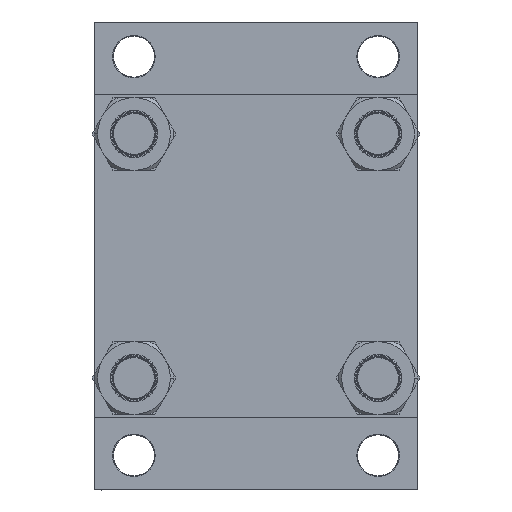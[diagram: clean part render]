
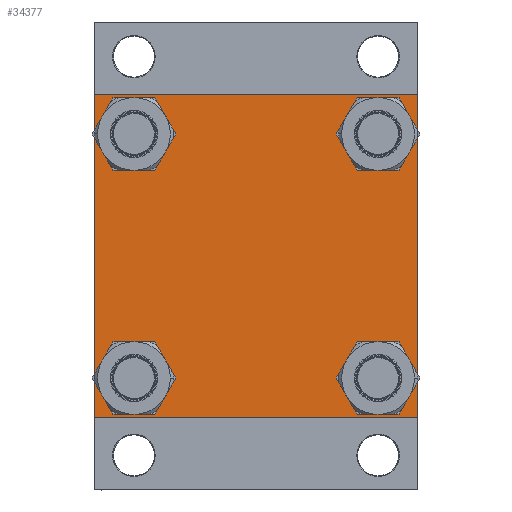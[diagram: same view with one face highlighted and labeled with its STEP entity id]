
A CAD part, left-side view. The second image highlights one B-rep face of the part: STEP entity #34377.
In plain terms, the highlighted planar face has unit normal (-1, 0, 0).
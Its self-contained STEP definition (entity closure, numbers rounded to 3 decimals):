
#421 = CARTESIAN_POINT ( 'NONE',  ( 0., 77.45, -77.45 ) ) ;
#1222 = ORIENTED_EDGE ( 'NONE', *, *, #16279, .T. ) ;
#1359 = FACE_OUTER_BOUND ( 'NONE', #25551, .T. ) ;
#2302 = ORIENTED_EDGE ( 'NONE', *, *, #10048, .T. ) ;
#3089 = CARTESIAN_POINT ( 'NONE',  ( 0., 102., 102.5 ) ) ;
#4226 = EDGE_CURVE ( 'NONE', #8857, #11570, #45141, .T. ) ;
#4765 = ORIENTED_EDGE ( 'NONE', *, *, #27705, .T. ) ;
#4958 = DIRECTION ( 'NONE',  ( 0., 0.707, 0.707 ) ) ;
#5213 = DIRECTION ( 'NONE',  ( 1., 0., 0. ) ) ;
#5304 = VECTOR ( 'NONE', #43686, 1000. ) ;
#6159 = CARTESIAN_POINT ( 'NONE',  ( 0., 77.45, -77.45 ) ) ;
#6429 = ORIENTED_EDGE ( 'NONE', *, *, #4226, .T. ) ;
#6612 = EDGE_CURVE ( 'NONE', #42599, #37769, #46555, .T. ) ;
#7018 = CARTESIAN_POINT ( 'NONE',  ( 0., -102.25, -102.25 ) ) ;
#7300 = CARTESIAN_POINT ( 'NONE',  ( 0., -77.45, -77.45 ) ) ;
#7361 = CARTESIAN_POINT ( 'NONE',  ( 0., -77.45, 63.45 ) ) ;
#7680 = DIRECTION ( 'NONE',  ( 0., 0., 1. ) ) ;
#7766 = EDGE_LOOP ( 'NONE', ( #36935, #4765 ) ) ;
#7804 = LINE ( 'NONE', #22393, #33509 ) ;
#7898 = DIRECTION ( 'NONE',  ( 0., 0., 1. ) ) ;
#8146 = CARTESIAN_POINT ( 'NONE',  ( 0., 77.45, 77.45 ) ) ;
#8857 = VERTEX_POINT ( 'NONE', #27755 ) ;
#9351 = DIRECTION ( 'NONE',  ( 0., 0., 1. ) ) ;
#9595 = DIRECTION ( 'NONE',  ( 0., 0.707, -0.707 ) ) ;
#9771 = EDGE_CURVE ( 'NONE', #36132, #40919, #27359, .T. ) ;
#10033 = DIRECTION ( 'NONE',  ( 0., 0., 1. ) ) ;
#10038 = CARTESIAN_POINT ( 'NONE',  ( 0., -77.45, -77.45 ) ) ;
#10048 = EDGE_CURVE ( 'NONE', #45748, #22639, #16398, .T. ) ;
#10100 = ORIENTED_EDGE ( 'NONE', *, *, #34913, .T. ) ;
#10408 = VECTOR ( 'NONE', #38348, 1000. ) ;
#10509 = VERTEX_POINT ( 'NONE', #32847 ) ;
#10571 = VERTEX_POINT ( 'NONE', #32376 ) ;
#11258 = DIRECTION ( 'NONE',  ( 1., 0., 0. ) ) ;
#11570 = VERTEX_POINT ( 'NONE', #36214 ) ;
#11882 = VERTEX_POINT ( 'NONE', #40197 ) ;
#11887 = CARTESIAN_POINT ( 'NONE',  ( 0., 77.45, -63.45 ) ) ;
#11919 = CARTESIAN_POINT ( 'NONE',  ( 0., 102.25, -102.25 ) ) ;
#11999 = EDGE_CURVE ( 'NONE', #40919, #36132, #14278, .T. ) ;
#12392 = CARTESIAN_POINT ( 'NONE',  ( 0., 102.5, 102.5 ) ) ;
#12722 = ORIENTED_EDGE ( 'NONE', *, *, #13619, .F. ) ;
#12728 = AXIS2_PLACEMENT_3D ( 'NONE', #7300, #5213, #36197 ) ;
#12733 = LINE ( 'NONE', #24392, #31179 ) ;
#13000 = AXIS2_PLACEMENT_3D ( 'NONE', #25185, #25426, #32702 ) ;
#13020 = FACE_BOUND ( 'NONE', #27355, .T. ) ;
#13471 = VERTEX_POINT ( 'NONE', #31887 ) ;
#13619 = EDGE_CURVE ( 'NONE', #45748, #34417, #27701, .T. ) ;
#13839 = ORIENTED_EDGE ( 'NONE', *, *, #31651, .T. ) ;
#14216 = DIRECTION ( 'NONE',  ( 0., 0., 1. ) ) ;
#14278 = CIRCLE ( 'NONE', #32121, 14. ) ;
#14517 = CARTESIAN_POINT ( 'NONE',  ( 0., 77.45, 77.45 ) ) ;
#15959 = AXIS2_PLACEMENT_3D ( 'NONE', #6159, #39625, #10033 ) ;
#15980 = ORIENTED_EDGE ( 'NONE', *, *, #18960, .T. ) ;
#16049 = LINE ( 'NONE', #12392, #30951 ) ;
#16179 = DIRECTION ( 'NONE',  ( -1., 0., 0. ) ) ;
#16279 = EDGE_CURVE ( 'NONE', #44501, #13471, #30577, .T. ) ;
#16371 = CARTESIAN_POINT ( 'NONE',  ( 0., -77.45, 91.45 ) ) ;
#16398 = LINE ( 'NONE', #23689, #28937 ) ;
#17523 = CARTESIAN_POINT ( 'NONE',  ( 0., 77.45, 91.45 ) ) ;
#18430 = DIRECTION ( 'NONE',  ( 0., 0., 1. ) ) ;
#18960 = EDGE_CURVE ( 'NONE', #27222, #26307, #29886, .T. ) ;
#19324 = DIRECTION ( 'NONE',  ( 1., 0., 0. ) ) ;
#19822 = FACE_BOUND ( 'NONE', #20701, .T. ) ;
#20123 = DIRECTION ( 'NONE',  ( 0., -1., 0. ) ) ;
#20701 = EDGE_LOOP ( 'NONE', ( #45591, #32645 ) ) ;
#21592 = LINE ( 'NONE', #7018, #41423 ) ;
#22258 = DIRECTION ( 'NONE',  ( 1., 0., 0. ) ) ;
#22393 = CARTESIAN_POINT ( 'NONE',  ( 0., 102.5, -102.5 ) ) ;
#22601 = ORIENTED_EDGE ( 'NONE', *, *, #44396, .T. ) ;
#22639 = VERTEX_POINT ( 'NONE', #36747 ) ;
#23000 = ORIENTED_EDGE ( 'NONE', *, *, #38563, .T. ) ;
#23479 = VECTOR ( 'NONE', #44665, 1000. ) ;
#23689 = CARTESIAN_POINT ( 'NONE',  ( 0., 102.25, 102.25 ) ) ;
#24392 = CARTESIAN_POINT ( 'NONE',  ( 0., -102.25, 102.25 ) ) ;
#25102 = DIRECTION ( 'NONE',  ( 1., 0., 0. ) ) ;
#25185 = CARTESIAN_POINT ( 'NONE',  ( 0., -77.45, 77.45 ) ) ;
#25426 = DIRECTION ( 'NONE',  ( 1., 0., 0. ) ) ;
#25551 = EDGE_LOOP ( 'NONE', ( #13839, #6429, #10100, #22601, #29827, #23000, #12722, #2302 ) ) ;
#25670 = AXIS2_PLACEMENT_3D ( 'NONE', #25850, #11258, #14216 ) ;
#25850 = CARTESIAN_POINT ( 'NONE',  ( 0., -77.45, 77.45 ) ) ;
#26192 = EDGE_CURVE ( 'NONE', #11882, #10571, #42721, .T. ) ;
#26307 = VERTEX_POINT ( 'NONE', #37138 ) ;
#26588 = AXIS2_PLACEMENT_3D ( 'NONE', #14517, #22258, #7680 ) ;
#26877 = ORIENTED_EDGE ( 'NONE', *, *, #39557, .T. ) ;
#27222 = VERTEX_POINT ( 'NONE', #11887 ) ;
#27339 = PLANE ( 'NONE',  #38110 ) ;
#27355 = EDGE_LOOP ( 'NONE', ( #15980, #26877 ) ) ;
#27359 = CIRCLE ( 'NONE', #26588, 14. ) ;
#27701 = LINE ( 'NONE', #42457, #10408 ) ;
#27705 = EDGE_CURVE ( 'NONE', #37769, #42599, #39351, .T. ) ;
#27755 = CARTESIAN_POINT ( 'NONE',  ( 0., 102.5, -102. ) ) ;
#27836 = CARTESIAN_POINT ( 'NONE',  ( 0., 0., 0. ) ) ;
#28191 = AXIS2_PLACEMENT_3D ( 'NONE', #10038, #25102, #47136 ) ;
#28229 = CARTESIAN_POINT ( 'NONE',  ( 0., -102.5, 102.5 ) ) ;
#28937 = VECTOR ( 'NONE', #9595, 1000. ) ;
#29827 = ORIENTED_EDGE ( 'NONE', *, *, #26192, .F. ) ;
#29886 = CIRCLE ( 'NONE', #15959, 14. ) ;
#30347 = EDGE_LOOP ( 'NONE', ( #1222, #39079 ) ) ;
#30577 = CIRCLE ( 'NONE', #12728, 14. ) ;
#30780 = CARTESIAN_POINT ( 'NONE',  ( 0., -77.45, -63.45 ) ) ;
#30951 = VECTOR ( 'NONE', #38581, 1000. ) ;
#31179 = VECTOR ( 'NONE', #4958, 1000. ) ;
#31651 = EDGE_CURVE ( 'NONE', #22639, #8857, #16049, .T. ) ;
#31727 = CARTESIAN_POINT ( 'NONE',  ( 0., -102., 102.5 ) ) ;
#31887 = CARTESIAN_POINT ( 'NONE',  ( 0., -77.45, -91.45 ) ) ;
#32121 = AXIS2_PLACEMENT_3D ( 'NONE', #8146, #19324, #7898 ) ;
#32376 = CARTESIAN_POINT ( 'NONE',  ( 0., -102.5, -102. ) ) ;
#32645 = ORIENTED_EDGE ( 'NONE', *, *, #11999, .T. ) ;
#32702 = DIRECTION ( 'NONE',  ( 0., 0., 1. ) ) ;
#32847 = CARTESIAN_POINT ( 'NONE',  ( 0., -102., -102.5 ) ) ;
#33002 = DIRECTION ( 'NONE',  ( 1., 0., 0. ) ) ;
#33509 = VECTOR ( 'NONE', #20123, 1000. ) ;
#34377 = ADVANCED_FACE ( 'NONE', ( #46225, #35355, #13020, #19822, #1359 ), #27339, .T. ) ;
#34417 = VERTEX_POINT ( 'NONE', #31727 ) ;
#34913 = EDGE_CURVE ( 'NONE', #11570, #10509, #7804, .T. ) ;
#35355 = FACE_BOUND ( 'NONE', #30347, .T. ) ;
#36132 = VERTEX_POINT ( 'NONE', #17523 ) ;
#36197 = DIRECTION ( 'NONE',  ( 0., 0., 1. ) ) ;
#36214 = CARTESIAN_POINT ( 'NONE',  ( 0., 102., -102.5 ) ) ;
#36747 = CARTESIAN_POINT ( 'NONE',  ( 0., 102.5, 102. ) ) ;
#36935 = ORIENTED_EDGE ( 'NONE', *, *, #6612, .T. ) ;
#37138 = CARTESIAN_POINT ( 'NONE',  ( 0., 77.45, -91.45 ) ) ;
#37769 = VERTEX_POINT ( 'NONE', #7361 ) ;
#37953 = CARTESIAN_POINT ( 'NONE',  ( 0., 77.45, 63.45 ) ) ;
#38110 = AXIS2_PLACEMENT_3D ( 'NONE', #27836, #16179, #9351 ) ;
#38181 = CIRCLE ( 'NONE', #38948, 14. ) ;
#38348 = DIRECTION ( 'NONE',  ( 0., -1., 0. ) ) ;
#38563 = EDGE_CURVE ( 'NONE', #11882, #34417, #12733, .T. ) ;
#38581 = DIRECTION ( 'NONE',  ( 0., 0., -1. ) ) ;
#38948 = AXIS2_PLACEMENT_3D ( 'NONE', #421, #33002, #18430 ) ;
#39079 = ORIENTED_EDGE ( 'NONE', *, *, #40058, .T. ) ;
#39351 = CIRCLE ( 'NONE', #13000, 14. ) ;
#39557 = EDGE_CURVE ( 'NONE', #26307, #27222, #38181, .T. ) ;
#39625 = DIRECTION ( 'NONE',  ( 1., 0., 0. ) ) ;
#40058 = EDGE_CURVE ( 'NONE', #13471, #44501, #42856, .T. ) ;
#40197 = CARTESIAN_POINT ( 'NONE',  ( 0., -102.5, 102. ) ) ;
#40485 = DIRECTION ( 'NONE',  ( 0., -0.707, 0.707 ) ) ;
#40919 = VERTEX_POINT ( 'NONE', #37953 ) ;
#41423 = VECTOR ( 'NONE', #40485, 1000. ) ;
#42457 = CARTESIAN_POINT ( 'NONE',  ( 0., 102.5, 102.5 ) ) ;
#42599 = VERTEX_POINT ( 'NONE', #16371 ) ;
#42721 = LINE ( 'NONE', #28229, #5304 ) ;
#42856 = CIRCLE ( 'NONE', #28191, 14. ) ;
#43686 = DIRECTION ( 'NONE',  ( 0., 0., -1. ) ) ;
#44396 = EDGE_CURVE ( 'NONE', #10509, #10571, #21592, .T. ) ;
#44501 = VERTEX_POINT ( 'NONE', #30780 ) ;
#44665 = DIRECTION ( 'NONE',  ( 0., -0.707, -0.707 ) ) ;
#45141 = LINE ( 'NONE', #11919, #23479 ) ;
#45591 = ORIENTED_EDGE ( 'NONE', *, *, #9771, .T. ) ;
#45748 = VERTEX_POINT ( 'NONE', #3089 ) ;
#46225 = FACE_BOUND ( 'NONE', #7766, .T. ) ;
#46555 = CIRCLE ( 'NONE', #25670, 14. ) ;
#47136 = DIRECTION ( 'NONE',  ( 0., 0., 1. ) ) ;
